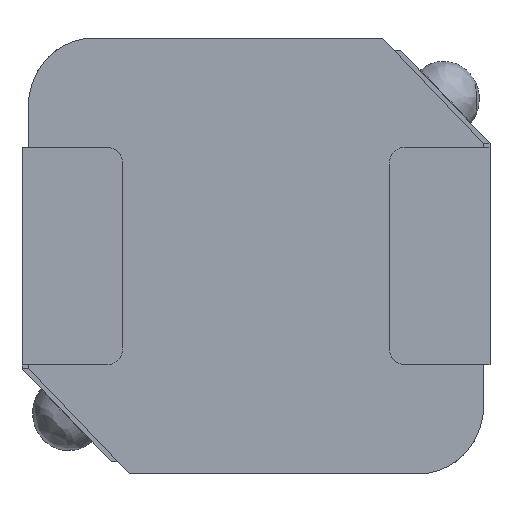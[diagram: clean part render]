
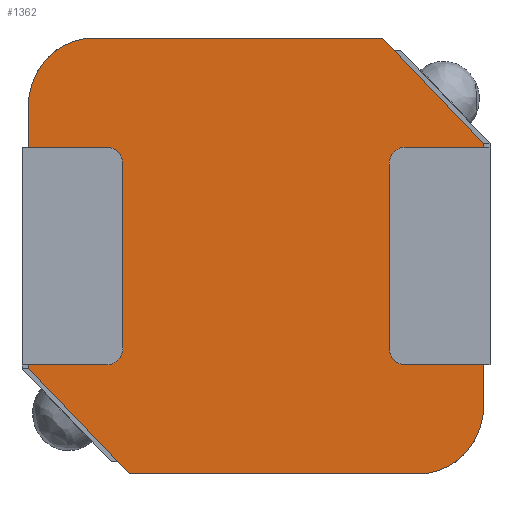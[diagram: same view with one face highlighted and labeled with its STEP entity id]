
A CAD part, front view. The second image highlights one B-rep face of the part: STEP entity #1362.
In plain terms, the highlighted free-form (B-spline) face has degree [1, 1] with [2, 2] control points.
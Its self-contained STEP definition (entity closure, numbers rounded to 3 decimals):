
#1068 = VERTEX_POINT('',#1069);
#1069 = CARTESIAN_POINT('',(5.18,0.,2.558));
#1074 = EDGE_CURVE('',#1068,#1075,#1077,.T.);
#1075 = VERTEX_POINT('',#1076);
#1076 = CARTESIAN_POINT('',(5.18,0.,-3.41));
#1077 = B_SPLINE_CURVE_WITH_KNOTS('',1,(#1078,#1079),.UNSPECIFIED.,.F.,
  .F.,(2,2),(-4.85,-1.),.PIECEWISE_BEZIER_KNOTS.);
#1078 = CARTESIAN_POINT('',(5.18,0.,2.558));
#1079 = CARTESIAN_POINT('',(5.18,0.,-3.41));
#1094 = EDGE_CURVE('',#1095,#1097,#1099,.T.);
#1095 = VERTEX_POINT('',#1096);
#1096 = CARTESIAN_POINT('',(3.7,0.,-4.96));
#1097 = VERTEX_POINT('',#1098);
#1098 = CARTESIAN_POINT('',(-2.886,0.,-4.96));
#1099 = B_SPLINE_CURVE_WITH_KNOTS('',1,(#1100,#1101),.UNSPECIFIED.,.F.,
  .F.,(2,2),(-6.,-1.55),.PIECEWISE_BEZIER_KNOTS.);
#1100 = CARTESIAN_POINT('',(3.7,0.,-4.96));
#1101 = CARTESIAN_POINT('',(-2.886,0.,-4.96));
#1168 = VERTEX_POINT('',#1169);
#1169 = CARTESIAN_POINT('',(-5.18,0.,-2.558));
#1174 = EDGE_CURVE('',#1168,#1175,#1177,.T.);
#1175 = VERTEX_POINT('',#1176);
#1176 = CARTESIAN_POINT('',(-5.18,0.,3.41));
#1177 = B_SPLINE_CURVE_WITH_KNOTS('',1,(#1178,#1179),.UNSPECIFIED.,.F.,
  .F.,(2,2),(1.55,5.4),.PIECEWISE_BEZIER_KNOTS.);
#1178 = CARTESIAN_POINT('',(-5.18,0.,-2.558));
#1179 = CARTESIAN_POINT('',(-5.18,0.,3.41));
#1194 = EDGE_CURVE('',#1195,#1197,#1199,.T.);
#1195 = VERTEX_POINT('',#1196);
#1196 = CARTESIAN_POINT('',(-3.7,0.,4.96));
#1197 = VERTEX_POINT('',#1198);
#1198 = CARTESIAN_POINT('',(2.886,0.,4.96));
#1199 = B_SPLINE_CURVE_WITH_KNOTS('',1,(#1200,#1201),.UNSPECIFIED.,.F.,
  .F.,(2,2),(1.,5.45),.PIECEWISE_BEZIER_KNOTS.);
#1200 = CARTESIAN_POINT('',(-3.7,0.,4.96));
#1201 = CARTESIAN_POINT('',(2.886,0.,4.96));
#1362 = ADVANCED_FACE('',(#1363),#1391,.F.);
#1363 = FACE_BOUND('',#1364,.T.);
#1364 = EDGE_LOOP('',(#1365,#1366,#1371,#1372,#1378,#1379,#1384,#1385));
#1365 = ORIENTED_EDGE('',*,*,#1174,.F.);
#1366 = ORIENTED_EDGE('',*,*,#1367,.T.);
#1367 = EDGE_CURVE('',#1168,#1097,#1368,.T.);
#1368 = B_SPLINE_CURVE_WITH_KNOTS('',1,(#1369,#1370),.UNSPECIFIED.,.F.,
  .F.,(2,2),(0.,2.192),
  .PIECEWISE_BEZIER_KNOTS.);
#1369 = CARTESIAN_POINT('',(-5.18,0.,-2.558));
#1370 = CARTESIAN_POINT('',(-2.886,0.,-4.96));
#1371 = ORIENTED_EDGE('',*,*,#1094,.F.);
#1372 = ORIENTED_EDGE('',*,*,#1373,.T.);
#1373 = EDGE_CURVE('',#1095,#1075,#1374,.T.);
#1374 = ( BOUNDED_CURVE() B_SPLINE_CURVE(2,(#1375,#1376,#1377),
.UNSPECIFIED.,.F.,.F.) B_SPLINE_CURVE_WITH_KNOTS((3,3),(3.142,
4.712),.PIECEWISE_BEZIER_KNOTS.) CURVE() 
GEOMETRIC_REPRESENTATION_ITEM() RATIONAL_B_SPLINE_CURVE((1.,
0.707,1.)) REPRESENTATION_ITEM('') );
#1375 = CARTESIAN_POINT('',(3.7,0.,-4.96));
#1376 = CARTESIAN_POINT('',(5.18,0.,-4.96));
#1377 = CARTESIAN_POINT('',(5.18,0.,-3.41));
#1378 = ORIENTED_EDGE('',*,*,#1074,.F.);
#1379 = ORIENTED_EDGE('',*,*,#1380,.T.);
#1380 = EDGE_CURVE('',#1068,#1197,#1381,.T.);
#1381 = B_SPLINE_CURVE_WITH_KNOTS('',1,(#1382,#1383),.UNSPECIFIED.,.F.,
  .F.,(2,2),(0.,2.192),.PIECEWISE_BEZIER_KNOTS.);
#1382 = CARTESIAN_POINT('',(5.18,0.,2.558));
#1383 = CARTESIAN_POINT('',(2.886,0.,4.96));
#1384 = ORIENTED_EDGE('',*,*,#1194,.F.);
#1385 = ORIENTED_EDGE('',*,*,#1386,.T.);
#1386 = EDGE_CURVE('',#1195,#1175,#1387,.T.);
#1387 = ( BOUNDED_CURVE() B_SPLINE_CURVE(2,(#1388,#1389,#1390),
.UNSPECIFIED.,.F.,.F.) B_SPLINE_CURVE_WITH_KNOTS((3,3),(0.,
1.571),.PIECEWISE_BEZIER_KNOTS.) CURVE() 
GEOMETRIC_REPRESENTATION_ITEM() RATIONAL_B_SPLINE_CURVE((1.,
0.707,1.)) REPRESENTATION_ITEM('') );
#1388 = CARTESIAN_POINT('',(-3.7,0.,4.96));
#1389 = CARTESIAN_POINT('',(-5.18,0.,4.96));
#1390 = CARTESIAN_POINT('',(-5.18,0.,3.41));
#1391 = B_SPLINE_SURFACE_WITH_KNOTS('',1,1,(
    (#1392,#1393)
    ,(#1394,#1395
    )),.UNSPECIFIED.,.F.,.F.,.F.,(2,2),(2,2),(-3.2,3.2),(-3.5,3.5),
  .PIECEWISE_BEZIER_KNOTS.);
#1392 = CARTESIAN_POINT('',(-5.18,0.,-4.96));
#1393 = CARTESIAN_POINT('',(5.18,0.,-4.96));
#1394 = CARTESIAN_POINT('',(-5.18,0.,4.96));
#1395 = CARTESIAN_POINT('',(5.18,0.,4.96));
